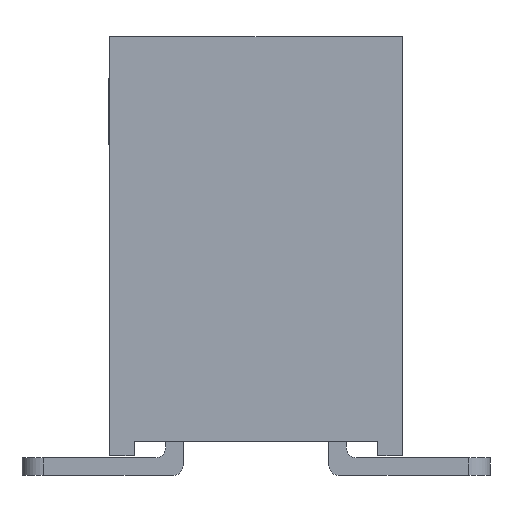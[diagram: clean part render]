
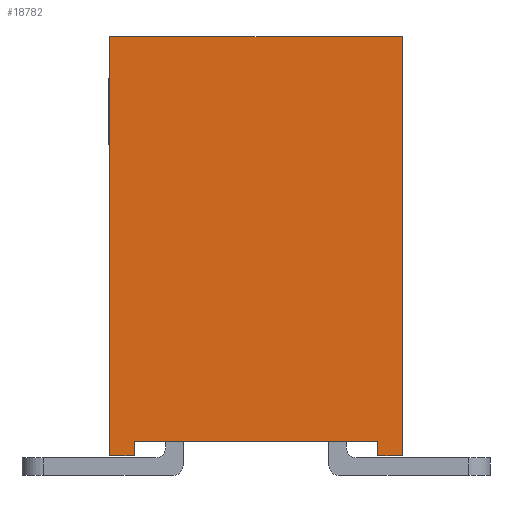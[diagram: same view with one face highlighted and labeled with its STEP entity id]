
A CAD part, front view. The second image highlights one B-rep face of the part: STEP entity #18782.
In plain terms, the highlighted planar face has unit normal (0, -1, 0).
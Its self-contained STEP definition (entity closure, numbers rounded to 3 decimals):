
#188 = VERTEX_POINT ( 'NONE', #12566 ) ;
#382 = EDGE_CURVE ( 'NONE', #6850, #188, #21644, .T. ) ;
#531 = VECTOR ( 'NONE', #18875, 1000. ) ;
#881 = LINE ( 'NONE', #5036, #6962 ) ;
#884 = VECTOR ( 'NONE', #15707, 1000. ) ;
#1181 = CARTESIAN_POINT ( 'NONE',  ( 1.5, -3.375, 6.1 ) ) ;
#1789 = VECTOR ( 'NONE', #12773, 1000. ) ;
#1899 = CARTESIAN_POINT ( 'NONE',  ( -1.25, -3.375, 1.95 ) ) ;
#2366 = VECTOR ( 'NONE', #3966, 1000. ) ;
#3191 = ORIENTED_EDGE ( 'NONE', *, *, #382, .T. ) ;
#3410 = EDGE_CURVE ( 'NONE', #188, #16667, #13195, .T. ) ;
#3627 = CARTESIAN_POINT ( 'NONE',  ( -1.25, -3.375, 1.8 ) ) ;
#3847 = ORIENTED_EDGE ( 'NONE', *, *, #3410, .T. ) ;
#3966 = DIRECTION ( 'NONE',  ( 1., 0., 0. ) ) ;
#5036 = CARTESIAN_POINT ( 'NONE',  ( 1.5, -3.375, 1.8 ) ) ;
#5427 = LINE ( 'NONE', #5535, #1789 ) ;
#5535 = CARTESIAN_POINT ( 'NONE',  ( -1.5, -3.375, 6.1 ) ) ;
#5652 = CARTESIAN_POINT ( 'NONE',  ( 1.5, -3.375, 6.1 ) ) ;
#6627 = VECTOR ( 'NONE', #17917, 1000. ) ;
#6809 = LINE ( 'NONE', #14176, #18553 ) ;
#6850 = VERTEX_POINT ( 'NONE', #10658 ) ;
#6940 = EDGE_CURVE ( 'NONE', #18703, #12034, #14004, .T. ) ;
#6962 = VECTOR ( 'NONE', #12250, 1000. ) ;
#6972 = DIRECTION ( 'NONE',  ( 0., 0., 1. ) ) ;
#7057 = EDGE_LOOP ( 'NONE', ( #12045, #14515, #15104, #3191, #3847, #13963, #8211, #18283 ) ) ;
#7890 = CARTESIAN_POINT ( 'NONE',  ( 1.5, -3.375, 1.8 ) ) ;
#8211 = ORIENTED_EDGE ( 'NONE', *, *, #6940, .F. ) ;
#9052 = CARTESIAN_POINT ( 'NONE',  ( -1.25, -3.375, 1.95 ) ) ;
#9521 = AXIS2_PLACEMENT_3D ( 'NONE', #5652, #23614, #6972 ) ;
#9675 = VERTEX_POINT ( 'NONE', #9052 ) ;
#9802 = EDGE_CURVE ( 'NONE', #18164, #11474, #881, .T. ) ;
#10114 = EDGE_CURVE ( 'NONE', #12034, #16667, #6809, .T. ) ;
#10498 = EDGE_CURVE ( 'NONE', #9675, #6850, #22063, .T. ) ;
#10555 = CARTESIAN_POINT ( 'NONE',  ( 1.25, -3.375, 1.65 ) ) ;
#10658 = CARTESIAN_POINT ( 'NONE',  ( 1.25, -3.375, 1.95 ) ) ;
#11474 = VERTEX_POINT ( 'NONE', #3627 ) ;
#11621 = CARTESIAN_POINT ( 'NONE',  ( 1.5, -3.375, 6.1 ) ) ;
#12034 = VERTEX_POINT ( 'NONE', #11621 ) ;
#12045 = ORIENTED_EDGE ( 'NONE', *, *, #9802, .T. ) ;
#12211 = CARTESIAN_POINT ( 'NONE',  ( 1.5, -3.375, 1.8 ) ) ;
#12250 = DIRECTION ( 'NONE',  ( 1., 0., 0. ) ) ;
#12566 = CARTESIAN_POINT ( 'NONE',  ( 1.25, -3.375, 1.8 ) ) ;
#12773 = DIRECTION ( 'NONE',  ( 0., 0., -1. ) ) ;
#12804 = DIRECTION ( 'NONE',  ( 0., 0., 1. ) ) ;
#13195 = LINE ( 'NONE', #7890, #531 ) ;
#13491 = VECTOR ( 'NONE', #12804, 1000. ) ;
#13672 = CARTESIAN_POINT ( 'NONE',  ( -1.5, -3.375, 1.8 ) ) ;
#13963 = ORIENTED_EDGE ( 'NONE', *, *, #10114, .F. ) ;
#14004 = LINE ( 'NONE', #1181, #884 ) ;
#14176 = CARTESIAN_POINT ( 'NONE',  ( 1.5, -3.375, 6.1 ) ) ;
#14515 = ORIENTED_EDGE ( 'NONE', *, *, #17036, .T. ) ;
#14822 = FACE_OUTER_BOUND ( 'NONE', #7057, .T. ) ;
#15104 = ORIENTED_EDGE ( 'NONE', *, *, #10498, .T. ) ;
#15707 = DIRECTION ( 'NONE',  ( 1., 0., 0. ) ) ;
#16667 = VERTEX_POINT ( 'NONE', #12211 ) ;
#17036 = EDGE_CURVE ( 'NONE', #11474, #9675, #21709, .T. ) ;
#17917 = DIRECTION ( 'NONE',  ( 0., 0., -1. ) ) ;
#18164 = VERTEX_POINT ( 'NONE', #13672 ) ;
#18283 = ORIENTED_EDGE ( 'NONE', *, *, #20337, .T. ) ;
#18553 = VECTOR ( 'NONE', #23092, 1000. ) ;
#18703 = VERTEX_POINT ( 'NONE', #19407 ) ;
#18782 = ADVANCED_FACE ( 'NONE', ( #14822 ), #22158, .F. ) ;
#18875 = DIRECTION ( 'NONE',  ( 1., 0., 0. ) ) ;
#19407 = CARTESIAN_POINT ( 'NONE',  ( -1.5, -3.375, 6.1 ) ) ;
#20030 = CARTESIAN_POINT ( 'NONE',  ( -1.25, -3.375, 1.65 ) ) ;
#20337 = EDGE_CURVE ( 'NONE', #18703, #18164, #5427, .T. ) ;
#21644 = LINE ( 'NONE', #10555, #6627 ) ;
#21709 = LINE ( 'NONE', #20030, #13491 ) ;
#22063 = LINE ( 'NONE', #1899, #2366 ) ;
#22158 = PLANE ( 'NONE',  #9521 ) ;
#23092 = DIRECTION ( 'NONE',  ( 0., 0., -1. ) ) ;
#23614 = DIRECTION ( 'NONE',  ( 0., 1., 0. ) ) ;
